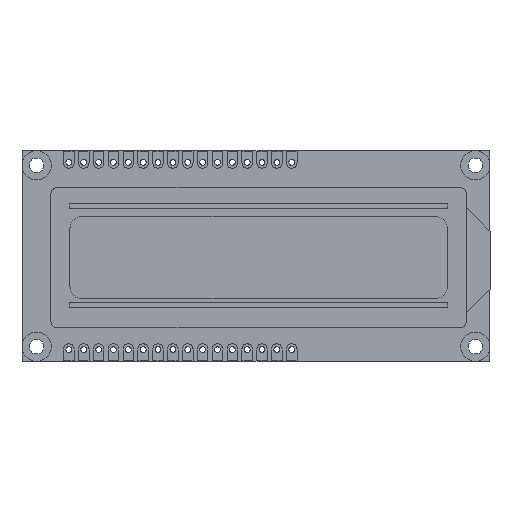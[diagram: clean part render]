
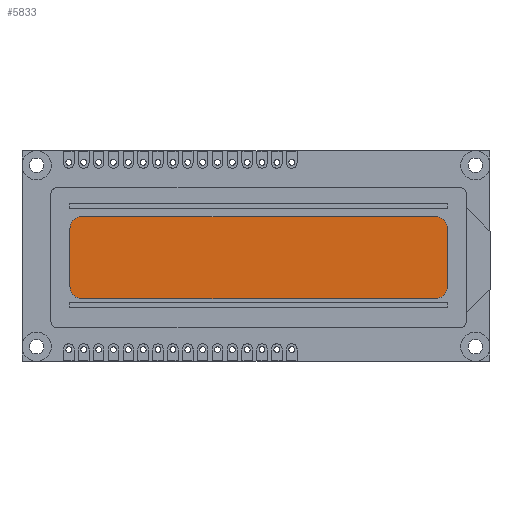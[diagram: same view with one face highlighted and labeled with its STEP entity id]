
A CAD part, top view. The second image highlights one B-rep face of the part: STEP entity #5833.
In plain terms, the highlighted planar face has unit normal (0, 0, 1).
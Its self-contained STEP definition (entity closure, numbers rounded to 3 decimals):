
#261=LINE('',#9151,#786);
#264=LINE('',#9159,#789);
#267=LINE('',#9167,#792);
#271=LINE('',#9176,#796);
#786=VECTOR('',#7412,10.);
#789=VECTOR('',#7421,10.);
#792=VECTOR('',#7430,10.);
#796=VECTOR('',#7440,10.);
#1553=FACE_OUTER_BOUND('',#1987,.T.);
#1987=EDGE_LOOP('',(#4483,#4484,#4485,#4486,#4487,#4488,#4489,#4490));
#2409=CIRCLE('',#6370,2.);
#2410=CIRCLE('',#6373,2.);
#2411=CIRCLE('',#6376,2.);
#2412=CIRCLE('',#6379,2.);
#2752=VERTEX_POINT('',#9148);
#2753=VERTEX_POINT('',#9150);
#2754=VERTEX_POINT('',#9154);
#2755=VERTEX_POINT('',#9158);
#2756=VERTEX_POINT('',#9162);
#2757=VERTEX_POINT('',#9166);
#2758=VERTEX_POINT('',#9170);
#2759=VERTEX_POINT('',#9174);
#3380=EDGE_CURVE('',#2752,#2753,#261,.T.);
#3382=EDGE_CURVE('',#2753,#2754,#2409,.T.);
#3384=EDGE_CURVE('',#2754,#2755,#264,.T.);
#3386=EDGE_CURVE('',#2755,#2756,#2410,.T.);
#3388=EDGE_CURVE('',#2756,#2757,#267,.T.);
#3391=EDGE_CURVE('',#2758,#2752,#2411,.T.);
#3393=EDGE_CURVE('',#2759,#2758,#271,.T.);
#3394=EDGE_CURVE('',#2757,#2759,#2412,.T.);
#4483=ORIENTED_EDGE('',*,*,#3394,.F.);
#4484=ORIENTED_EDGE('',*,*,#3388,.F.);
#4485=ORIENTED_EDGE('',*,*,#3386,.F.);
#4486=ORIENTED_EDGE('',*,*,#3384,.F.);
#4487=ORIENTED_EDGE('',*,*,#3382,.F.);
#4488=ORIENTED_EDGE('',*,*,#3380,.F.);
#4489=ORIENTED_EDGE('',*,*,#3391,.F.);
#4490=ORIENTED_EDGE('',*,*,#3393,.F.);
#5548=PLANE('',#6380);
#5833=ADVANCED_FACE('',(#1553),#5548,.T.);
#6370=AXIS2_PLACEMENT_3D('',#9155,#7416,#7417);
#6373=AXIS2_PLACEMENT_3D('',#9163,#7425,#7426);
#6376=AXIS2_PLACEMENT_3D('',#9172,#7435,#7436);
#6379=AXIS2_PLACEMENT_3D('',#9178,#7443,#7444);
#6380=AXIS2_PLACEMENT_3D('',#9179,#7445,#7446);
#7412=DIRECTION('',(0.,1.,0.));
#7416=DIRECTION('center_axis',(0.,0.,-1.));
#7417=DIRECTION('ref_axis',(0.,1.,0.));
#7421=DIRECTION('',(1.,0.,0.));
#7425=DIRECTION('center_axis',(0.,0.,-1.));
#7426=DIRECTION('ref_axis',(1.,0.,0.));
#7430=DIRECTION('',(0.,-1.,0.));
#7435=DIRECTION('center_axis',(0.,0.,-1.));
#7436=DIRECTION('ref_axis',(-1.,0.,0.));
#7440=DIRECTION('',(-1.,0.,0.));
#7443=DIRECTION('center_axis',(0.,0.,-1.));
#7444=DIRECTION('ref_axis',(0.,-1.,0.));
#7445=DIRECTION('center_axis',(0.,0.,1.));
#7446=DIRECTION('ref_axis',(1.,0.,0.));
#9148=CARTESIAN_POINT('',(8.198,12.707,6.6));
#9150=CARTESIAN_POINT('',(8.198,22.707,6.6));
#9151=CARTESIAN_POINT('',(8.198,22.707,6.6));
#9154=CARTESIAN_POINT('',(10.198,24.707,6.6));
#9155=CARTESIAN_POINT('Origin',(10.198,22.707,6.6));
#9158=CARTESIAN_POINT('',(70.698,24.707,6.6));
#9159=CARTESIAN_POINT('',(70.698,24.707,6.6));
#9162=CARTESIAN_POINT('',(72.698,22.707,6.6));
#9163=CARTESIAN_POINT('Origin',(70.698,22.707,6.6));
#9166=CARTESIAN_POINT('',(72.698,12.707,6.6));
#9167=CARTESIAN_POINT('',(72.698,12.707,6.6));
#9170=CARTESIAN_POINT('',(10.198,10.707,6.6));
#9172=CARTESIAN_POINT('Origin',(10.198,12.707,6.6));
#9174=CARTESIAN_POINT('',(70.698,10.707,6.6));
#9176=CARTESIAN_POINT('',(10.198,10.707,6.6));
#9178=CARTESIAN_POINT('Origin',(70.698,12.707,6.6));
#9179=CARTESIAN_POINT('Origin',(40.448,17.707,6.6));
